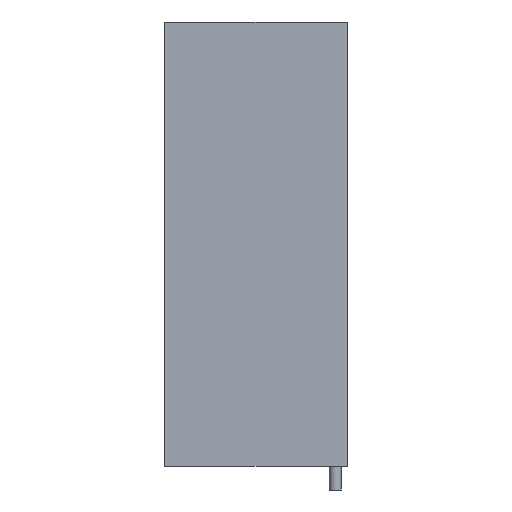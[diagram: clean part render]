
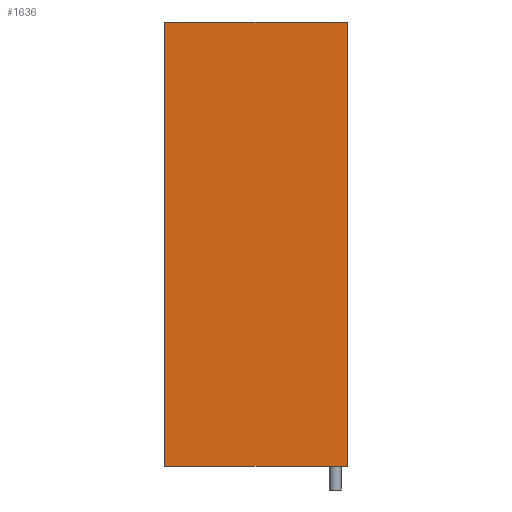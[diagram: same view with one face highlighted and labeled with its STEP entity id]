
A CAD part, front view. The second image highlights one B-rep face of the part: STEP entity #1636.
In plain terms, the highlighted planar face has unit normal (0, -1, 0).
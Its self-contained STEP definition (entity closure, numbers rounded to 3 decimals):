
#164 = VERTEX_POINT ( 'NONE', #432 ) ;
#216 = CARTESIAN_POINT ( 'NONE',  ( 0., 0., 280. ) ) ;
#275 = VERTEX_POINT ( 'NONE', #1322 ) ;
#293 = LINE ( 'NONE', #1232, #944 ) ;
#302 = VECTOR ( 'NONE', #1292, 1000. ) ;
#348 = CARTESIAN_POINT ( 'NONE',  ( 0., 0., 280. ) ) ;
#356 = VERTEX_POINT ( 'NONE', #348 ) ;
#383 = EDGE_CURVE ( 'NONE', #356, #164, #646, .T. ) ;
#394 = EDGE_LOOP ( 'NONE', ( #960, #693, #1684, #1652 ) ) ;
#413 = EDGE_CURVE ( 'NONE', #560, #275, #1461, .T. ) ;
#432 = CARTESIAN_POINT ( 'NONE',  ( 0., 0., 0. ) ) ;
#551 = EDGE_CURVE ( 'NONE', #356, #560, #690, .T. ) ;
#560 = VERTEX_POINT ( 'NONE', #937 ) ;
#646 = LINE ( 'NONE', #216, #302 ) ;
#690 = LINE ( 'NONE', #1616, #1350 ) ;
#693 = ORIENTED_EDGE ( 'NONE', *, *, #413, .F. ) ;
#734 = VECTOR ( 'NONE', #1452, 1000. ) ;
#764 = CARTESIAN_POINT ( 'NONE',  ( 0., 0., 280. ) ) ;
#937 = CARTESIAN_POINT ( 'NONE',  ( 115., 0., 280. ) ) ;
#944 = VECTOR ( 'NONE', #1641, 1000. ) ;
#960 = ORIENTED_EDGE ( 'NONE', *, *, #1368, .T. ) ;
#1061 = DIRECTION ( 'NONE',  ( 0., 1., 0. ) ) ;
#1138 = FACE_OUTER_BOUND ( 'NONE', #394, .T. ) ;
#1161 = PLANE ( 'NONE',  #1630 ) ;
#1168 = DIRECTION ( 'NONE',  ( 0., 0., 1. ) ) ;
#1175 = CARTESIAN_POINT ( 'NONE',  ( 115., 0., 280. ) ) ;
#1223 = DIRECTION ( 'NONE',  ( 1., 0., 0. ) ) ;
#1232 = CARTESIAN_POINT ( 'NONE',  ( 0., 0., 0. ) ) ;
#1292 = DIRECTION ( 'NONE',  ( 0., 0., -1. ) ) ;
#1322 = CARTESIAN_POINT ( 'NONE',  ( 115., 0., 0. ) ) ;
#1350 = VECTOR ( 'NONE', #1223, 1000. ) ;
#1368 = EDGE_CURVE ( 'NONE', #164, #275, #293, .T. ) ;
#1452 = DIRECTION ( 'NONE',  ( 0., 0., -1. ) ) ;
#1461 = LINE ( 'NONE', #1175, #734 ) ;
#1616 = CARTESIAN_POINT ( 'NONE',  ( 0., 0., 280. ) ) ;
#1630 = AXIS2_PLACEMENT_3D ( 'NONE', #764, #1061, #1168 ) ;
#1636 = ADVANCED_FACE ( 'NONE', ( #1138 ), #1161, .F. ) ;
#1641 = DIRECTION ( 'NONE',  ( 1., 0., 0. ) ) ;
#1652 = ORIENTED_EDGE ( 'NONE', *, *, #383, .T. ) ;
#1684 = ORIENTED_EDGE ( 'NONE', *, *, #551, .F. ) ;
